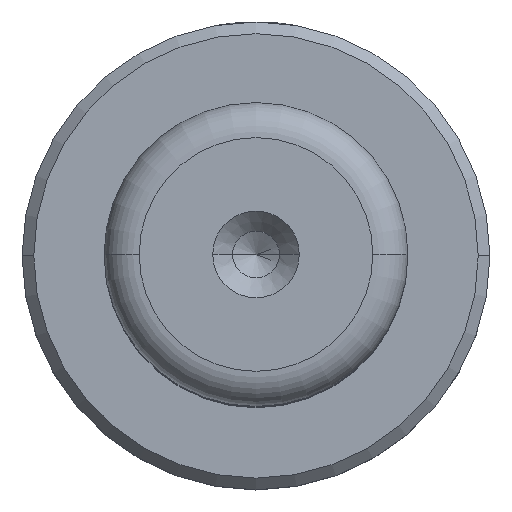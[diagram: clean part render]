
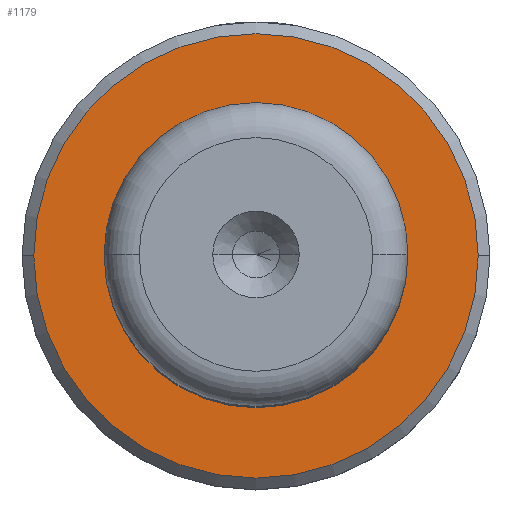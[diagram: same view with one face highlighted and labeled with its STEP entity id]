
A CAD part, top view. The second image highlights one B-rep face of the part: STEP entity #1179.
In plain terms, the highlighted planar face has unit normal (0, 0, 1).
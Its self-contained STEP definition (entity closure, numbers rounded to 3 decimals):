
#30 = AXIS2_PLACEMENT_3D ( 'NONE', #2030, #2417, #1253 ) ;
#41 = CARTESIAN_POINT ( 'NONE',  ( 0., 0., 15. ) ) ;
#203 = VERTEX_POINT ( 'NONE', #322 ) ;
#224 = DIRECTION ( 'NONE',  ( 1., 0., 0. ) ) ;
#231 = VERTEX_POINT ( 'NONE', #1925 ) ;
#322 = CARTESIAN_POINT ( 'NONE',  ( 9.5, 0., 15. ) ) ;
#449 = PLANE ( 'NONE',  #30 ) ;
#464 = EDGE_LOOP ( 'NONE', ( #1716, #1182 ) ) ;
#598 = CARTESIAN_POINT ( 'NONE',  ( 5.995, 0., 15. ) ) ;
#631 = CIRCLE ( 'NONE', #1443, 5.995 ) ;
#819 = FACE_BOUND ( 'NONE', #1924, .T. ) ;
#821 = EDGE_CURVE ( 'NONE', #1953, #231, #631, .T. ) ;
#823 = CARTESIAN_POINT ( 'NONE',  ( 0., 0., 15. ) ) ;
#906 = CIRCLE ( 'NONE', #2126, 9.5 ) ;
#908 = VERTEX_POINT ( 'NONE', #1773 ) ;
#921 = ORIENTED_EDGE ( 'NONE', *, *, #956, .T. ) ;
#956 = EDGE_CURVE ( 'NONE', #231, #1953, #2416, .T. ) ;
#975 = ORIENTED_EDGE ( 'NONE', *, *, #821, .T. ) ;
#989 = DIRECTION ( 'NONE',  ( 0., 0., -1. ) ) ;
#1002 = AXIS2_PLACEMENT_3D ( 'NONE', #1038, #2394, #1234 ) ;
#1037 = DIRECTION ( 'NONE',  ( -1., 0., 0. ) ) ;
#1038 = CARTESIAN_POINT ( 'NONE',  ( 0., 0., 15. ) ) ;
#1085 = EDGE_CURVE ( 'NONE', #908, #203, #1545, .T. ) ;
#1179 = ADVANCED_FACE ( 'NONE', ( #1349, #819 ), #449, .T. ) ;
#1182 = ORIENTED_EDGE ( 'NONE', *, *, #1291, .T. ) ;
#1234 = DIRECTION ( 'NONE',  ( 1., 0., 0. ) ) ;
#1253 = DIRECTION ( 'NONE',  ( 1., 0., 0. ) ) ;
#1291 = EDGE_CURVE ( 'NONE', #203, #908, #906, .T. ) ;
#1349 = FACE_OUTER_BOUND ( 'NONE', #464, .T. ) ;
#1415 = DIRECTION ( 'NONE',  ( 0., 0., 1. ) ) ;
#1443 = AXIS2_PLACEMENT_3D ( 'NONE', #2154, #989, #2346 ) ;
#1545 = CIRCLE ( 'NONE', #1002, 9.5 ) ;
#1716 = ORIENTED_EDGE ( 'NONE', *, *, #1085, .T. ) ;
#1773 = CARTESIAN_POINT ( 'NONE',  ( -9.5, 0., 15. ) ) ;
#1924 = EDGE_LOOP ( 'NONE', ( #975, #921 ) ) ;
#1925 = CARTESIAN_POINT ( 'NONE',  ( -5.995, 0., 15. ) ) ;
#1953 = VERTEX_POINT ( 'NONE', #598 ) ;
#2030 = CARTESIAN_POINT ( 'NONE',  ( 0., 0., 15. ) ) ;
#2126 = AXIS2_PLACEMENT_3D ( 'NONE', #41, #1415, #224 ) ;
#2154 = CARTESIAN_POINT ( 'NONE',  ( 0., 0., 15. ) ) ;
#2202 = DIRECTION ( 'NONE',  ( 0., 0., -1. ) ) ;
#2346 = DIRECTION ( 'NONE',  ( -1., 0., 0. ) ) ;
#2394 = DIRECTION ( 'NONE',  ( 0., 0., 1. ) ) ;
#2416 = CIRCLE ( 'NONE', #2480, 5.995 ) ;
#2417 = DIRECTION ( 'NONE',  ( 0., 0., 1. ) ) ;
#2480 = AXIS2_PLACEMENT_3D ( 'NONE', #823, #2202, #1037 ) ;
